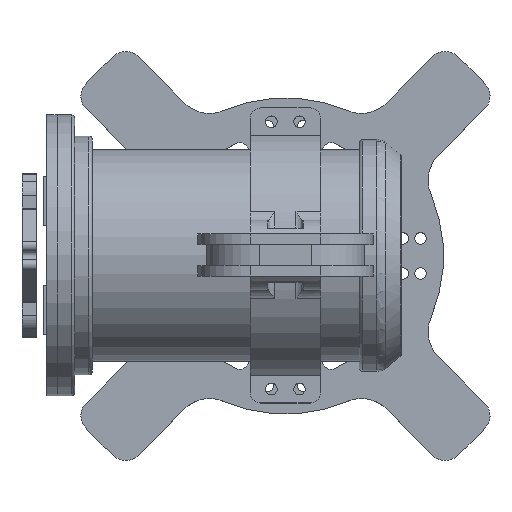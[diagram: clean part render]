
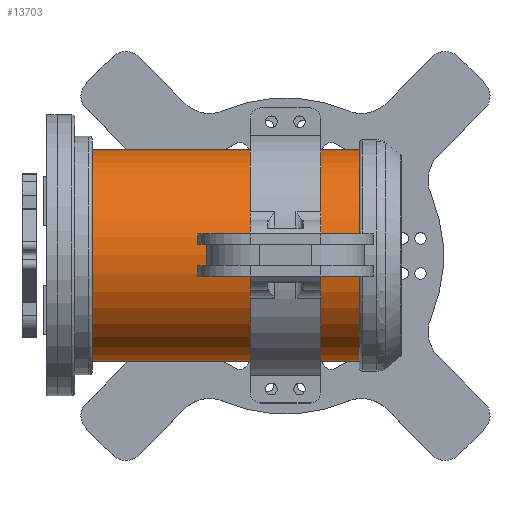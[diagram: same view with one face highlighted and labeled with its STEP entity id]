
A CAD part, top view. The second image highlights one B-rep face of the part: STEP entity #13703.
In plain terms, the highlighted cylindrical face has radius 30.2 mm (diameter 60.4 mm), a full revolution.
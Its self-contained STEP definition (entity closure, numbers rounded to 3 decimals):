
#206=LINE('',#20427,#1284);
#1284=VECTOR('',#16094,30.2);
#2362=CYLINDRICAL_SURFACE('',#14456,30.2);
#3097=FACE_OUTER_BOUND('',#3836,.T.);
#3836=EDGE_LOOP('',(#9265,#9266,#9267,#9268));
#4905=CIRCLE('',#14452,30.2);
#4908=CIRCLE('',#14457,30.2);
#5811=VERTEX_POINT('',#20417);
#5814=VERTEX_POINT('',#20426);
#7173=EDGE_CURVE('',#5811,#5811,#4905,.T.);
#7177=EDGE_CURVE('',#5811,#5814,#206,.T.);
#7178=EDGE_CURVE('',#5814,#5814,#4908,.T.);
#9265=ORIENTED_EDGE('',*,*,#7173,.F.);
#9266=ORIENTED_EDGE('',*,*,#7177,.T.);
#9267=ORIENTED_EDGE('',*,*,#7178,.T.);
#9268=ORIENTED_EDGE('',*,*,#7177,.F.);
#13703=ADVANCED_FACE('',(#3097),#2362,.T.);
#14452=AXIS2_PLACEMENT_3D('',#20418,#16083,#16084);
#14456=AXIS2_PLACEMENT_3D('',#20425,#16092,#16093);
#14457=AXIS2_PLACEMENT_3D('',#20428,#16095,#16096);
#16083=DIRECTION('center_axis',(1.,0.,0.));
#16084=DIRECTION('ref_axis',(0.,1.,0.));
#16092=DIRECTION('center_axis',(1.,0.,0.));
#16093=DIRECTION('ref_axis',(0.,1.,0.));
#16094=DIRECTION('',(-1.,0.,0.));
#16095=DIRECTION('center_axis',(1.,0.,0.));
#16096=DIRECTION('ref_axis',(0.,1.,0.));
#20417=CARTESIAN_POINT('',(86.,-30.2,0.));
#20418=CARTESIAN_POINT('Origin',(86.,0.,0.));
#20425=CARTESIAN_POINT('Origin',(0.,0.,0.));
#20426=CARTESIAN_POINT('',(0.,-30.2,0.));
#20427=CARTESIAN_POINT('',(0.,-30.2,0.));
#20428=CARTESIAN_POINT('Origin',(0.,0.,0.));
